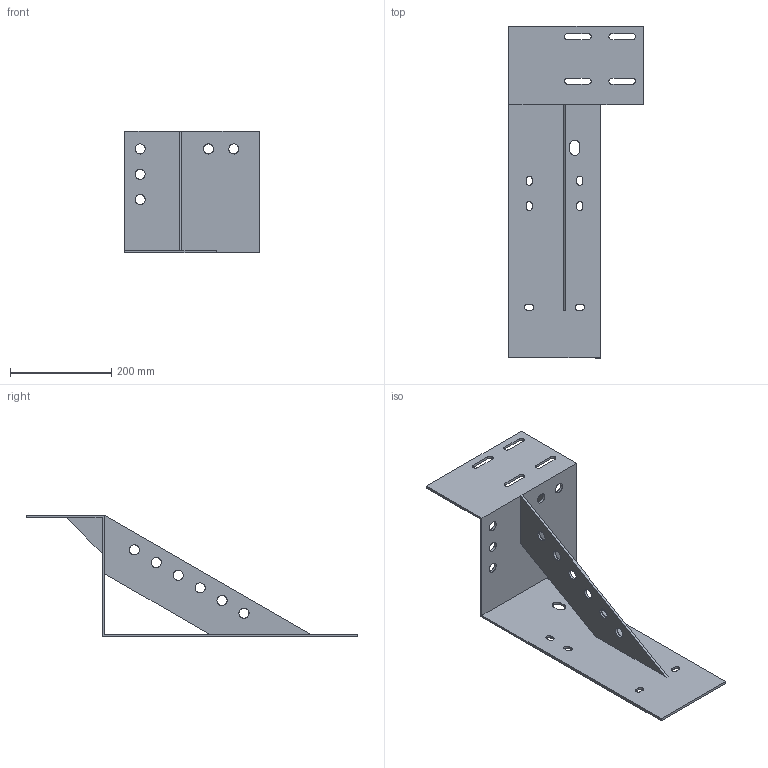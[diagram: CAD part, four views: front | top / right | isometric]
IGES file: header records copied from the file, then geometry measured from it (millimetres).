
Global section: file name: FS Support Stores G; native system: AutoCAD 2016 - Français (French),; preprocessor: Autodesk Translation Framework DWG producer (atf_dwg_producer); organization: unknown; date: 20210504.195439; units: millimetre
Bounding box: 265 x 655 x 240 mm (x, y, z)
Volume: 1131155.9 mm3; surface area: 473302.8 mm2
Topology: 1 solids, 1 shells, 76 faces, 223 edges, 148 vertices
Faces by surface type: bspline 76
